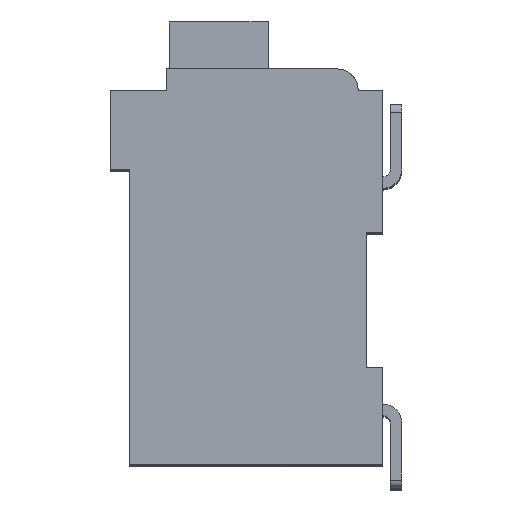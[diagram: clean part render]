
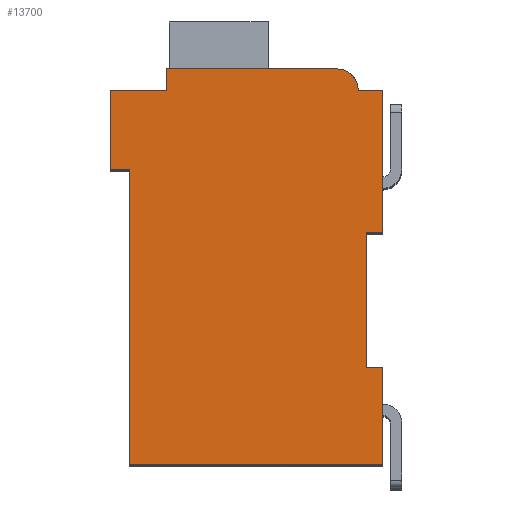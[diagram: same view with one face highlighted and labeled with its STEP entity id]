
A CAD part, top view. The second image highlights one B-rep face of the part: STEP entity #13700.
In plain terms, the highlighted planar face has unit normal (0, 0, 1).
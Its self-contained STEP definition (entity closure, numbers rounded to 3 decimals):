
#1554=DIRECTION('',(1.,0.,0.));
#1555=VECTOR('',#1554,0.5);
#1556=CARTESIAN_POINT('',(7.3,7.15,2.1));
#1557=LINE('',#1556,#1555);
#1558=DIRECTION('',(0.,1.,0.));
#1559=VECTOR('',#1558,4.15);
#1560=CARTESIAN_POINT('',(7.3,3.,2.1));
#1561=LINE('',#1560,#1559);
#1562=DIRECTION('',(-1.,0.,0.));
#1563=VECTOR('',#1562,0.5);
#1564=CARTESIAN_POINT('',(7.8,3.,2.1));
#1565=LINE('',#1564,#1563);
#1566=DIRECTION('',(0.,1.,0.));
#1567=VECTOR('',#1566,3.);
#1568=CARTESIAN_POINT('',(7.8,0.,2.1));
#1569=LINE('',#1568,#1567);
#1570=DIRECTION('',(1.,0.,0.));
#1571=VECTOR('',#1570,7.8);
#1572=CARTESIAN_POINT('',(0.,0.,2.1));
#1573=LINE('',#1572,#1571);
#1574=DIRECTION('',(0.,-1.,0.));
#1575=VECTOR('',#1574,9.1);
#1576=CARTESIAN_POINT('',(0.,9.1,2.1));
#1577=LINE('',#1576,#1575);
#1578=DIRECTION('',(1.,0.,0.));
#1579=VECTOR('',#1578,0.6);
#1580=CARTESIAN_POINT('',(-0.6,9.1,2.1));
#1581=LINE('',#1580,#1579);
#1582=DIRECTION('',(0.,-1.,0.));
#1583=VECTOR('',#1582,2.45);
#1584=CARTESIAN_POINT('',(-0.6,11.55,2.1));
#1585=LINE('',#1584,#1583);
#1586=DIRECTION('',(-1.,0.,0.));
#1587=VECTOR('',#1586,1.75);
#1588=CARTESIAN_POINT('',(1.15,11.55,2.1));
#1589=LINE('',#1588,#1587);
#1590=DIRECTION('',(0.,-1.,0.));
#1591=VECTOR('',#1590,0.65);
#1592=CARTESIAN_POINT('',(1.15,12.2,2.1));
#1593=LINE('',#1592,#1591);
#1594=DIRECTION('',(-1.,0.,0.));
#1595=VECTOR('',#1594,5.25);
#1596=CARTESIAN_POINT('',(6.4,12.2,2.1));
#1597=LINE('',#1596,#1595);
#1598=CARTESIAN_POINT('',(6.4,11.55,2.1));
#1599=DIRECTION('',(0.,0.,1.));
#1600=DIRECTION('',(1.,0.,0.));
#1601=AXIS2_PLACEMENT_3D('',#1598,#1599,#1600);
#1603=DIRECTION('',(-1.,0.,0.));
#1604=VECTOR('',#1603,0.75);
#1605=CARTESIAN_POINT('',(7.8,11.55,2.1));
#1606=LINE('',#1605,#1604);
#1607=DIRECTION('',(0.,1.,0.));
#1608=VECTOR('',#1607,4.4);
#1609=CARTESIAN_POINT('',(7.8,7.15,2.1));
#1610=LINE('',#1609,#1608);
#9491=CARTESIAN_POINT('',(7.3,7.15,2.1));
#9492=CARTESIAN_POINT('',(7.8,7.15,2.1));
#9493=VERTEX_POINT('',#9491);
#9494=VERTEX_POINT('',#9492);
#9495=CARTESIAN_POINT('',(7.8,11.55,2.1));
#9496=VERTEX_POINT('',#9495);
#9497=CARTESIAN_POINT('',(7.05,11.55,2.1));
#9498=VERTEX_POINT('',#9497);
#9499=CARTESIAN_POINT('',(6.4,12.2,2.1));
#9500=VERTEX_POINT('',#9499);
#9501=CARTESIAN_POINT('',(1.15,12.2,2.1));
#9502=VERTEX_POINT('',#9501);
#9503=CARTESIAN_POINT('',(1.15,11.55,2.1));
#9504=VERTEX_POINT('',#9503);
#9505=CARTESIAN_POINT('',(-0.6,11.55,2.1));
#9506=VERTEX_POINT('',#9505);
#9507=CARTESIAN_POINT('',(-0.6,9.1,2.1));
#9508=VERTEX_POINT('',#9507);
#9509=CARTESIAN_POINT('',(0.,9.1,2.1));
#9510=VERTEX_POINT('',#9509);
#9511=CARTESIAN_POINT('',(0.,0.,2.1));
#9512=VERTEX_POINT('',#9511);
#9513=CARTESIAN_POINT('',(7.8,0.,2.1));
#9514=VERTEX_POINT('',#9513);
#9515=CARTESIAN_POINT('',(7.8,3.,2.1));
#9516=VERTEX_POINT('',#9515);
#9517=CARTESIAN_POINT('',(7.3,3.,2.1));
#9518=VERTEX_POINT('',#9517);
#13670=CARTESIAN_POINT('',(0.,0.,2.1));
#13671=DIRECTION('',(0.,0.,1.));
#13672=DIRECTION('',(1.,0.,0.));
#13673=AXIS2_PLACEMENT_3D('',#13670,#13671,#13672);
#13674=PLANE('',#13673);
#13675=ORIENTED_EDGE('',*,*,#12444,.F.);
#13676=ORIENTED_EDGE('',*,*,#12937,.F.);
#13678=ORIENTED_EDGE('',*,*,#13677,.F.);
#13680=ORIENTED_EDGE('',*,*,#13679,.F.);
#13681=ORIENTED_EDGE('',*,*,#13417,.F.);
#13682=ORIENTED_EDGE('',*,*,#13326,.F.);
#13684=ORIENTED_EDGE('',*,*,#13683,.F.);
#13686=ORIENTED_EDGE('',*,*,#13685,.F.);
#13688=ORIENTED_EDGE('',*,*,#13687,.F.);
#13690=ORIENTED_EDGE('',*,*,#13689,.F.);
#13692=ORIENTED_EDGE('',*,*,#13691,.F.);
#13694=ORIENTED_EDGE('',*,*,#13693,.F.);
#13696=ORIENTED_EDGE('',*,*,#13695,.F.);
#13697=ORIENTED_EDGE('',*,*,#12713,.F.);
#13698=EDGE_LOOP('',(#13675,#13676,#13678,#13680,#13681,#13682,#13684,#13686,
#13688,#13690,#13692,#13694,#13696,#13697));
#13699=FACE_OUTER_BOUND('',#13698,.F.);
#1602=CIRCLE('',#1601,0.65);
#12444=EDGE_CURVE('',#9493,#9494,#1557,.T.);
#12713=EDGE_CURVE('',#9494,#9496,#1610,.T.);
#12937=EDGE_CURVE('',#9518,#9493,#1561,.T.);
#13326=EDGE_CURVE('',#9510,#9512,#1577,.T.);
#13417=EDGE_CURVE('',#9512,#9514,#1573,.T.);
#13677=EDGE_CURVE('',#9516,#9518,#1565,.T.);
#13679=EDGE_CURVE('',#9514,#9516,#1569,.T.);
#13683=EDGE_CURVE('',#9508,#9510,#1581,.T.);
#13685=EDGE_CURVE('',#9506,#9508,#1585,.T.);
#13687=EDGE_CURVE('',#9504,#9506,#1589,.T.);
#13689=EDGE_CURVE('',#9502,#9504,#1593,.T.);
#13691=EDGE_CURVE('',#9500,#9502,#1597,.T.);
#13693=EDGE_CURVE('',#9498,#9500,#1602,.T.);
#13695=EDGE_CURVE('',#9496,#9498,#1606,.T.);
#13700=ADVANCED_FACE('',(#13699),#13674,.T.);
